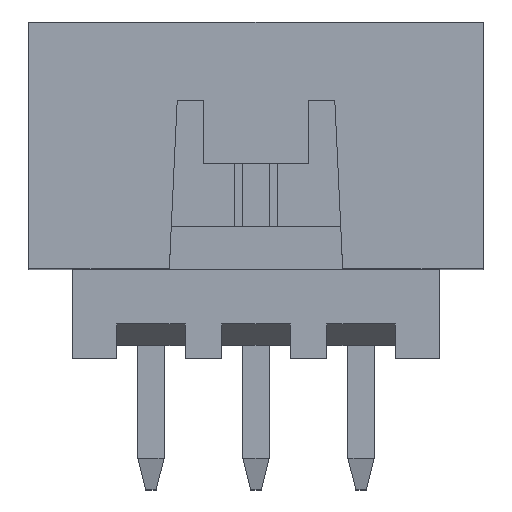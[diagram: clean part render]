
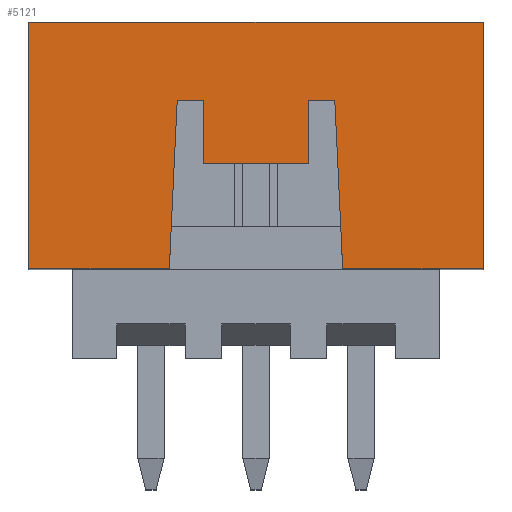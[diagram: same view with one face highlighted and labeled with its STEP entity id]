
A CAD part, top view. The second image highlights one B-rep face of the part: STEP entity #5121.
In plain terms, the highlighted planar face has unit normal (0, 0, 1).
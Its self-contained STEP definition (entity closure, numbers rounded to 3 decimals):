
#1617=DIRECTION('',(-1.,0.,0.));
#1618=VECTOR('',#1617,0.5);
#1619=CARTESIAN_POINT('',(-1.,1.7,3.15));
#1620=LINE('',#1619,#1618);
#1621=DIRECTION('',(-0.047,-0.999,0.));
#1622=VECTOR('',#1621,3.204);
#1623=CARTESIAN_POINT('',(-1.5,1.7,3.15));
#1624=LINE('',#1623,#1622);
#1625=DIRECTION('',(1.,0.,0.));
#1626=VECTOR('',#1625,2.675);
#1627=CARTESIAN_POINT('',(-4.325,-1.5,3.15));
#1628=LINE('',#1627,#1626);
#1629=DIRECTION('',(0.,-1.,0.));
#1630=VECTOR('',#1629,4.7);
#1631=CARTESIAN_POINT('',(-4.325,3.2,3.15));
#1632=LINE('',#1631,#1630);
#1633=DIRECTION('',(-1.,0.,0.));
#1634=VECTOR('',#1633,8.65);
#1635=CARTESIAN_POINT('',(4.325,3.2,3.15));
#1636=LINE('',#1635,#1634);
#1637=DIRECTION('',(0.,1.,0.));
#1638=VECTOR('',#1637,4.7);
#1639=CARTESIAN_POINT('',(4.325,-1.5,3.15));
#1640=LINE('',#1639,#1638);
#1641=DIRECTION('',(1.,0.,0.));
#1642=VECTOR('',#1641,2.675);
#1643=CARTESIAN_POINT('',(1.65,-1.5,3.15));
#1644=LINE('',#1643,#1642);
#1645=DIRECTION('',(-0.047,0.999,0.));
#1646=VECTOR('',#1645,3.204);
#1647=CARTESIAN_POINT('',(1.65,-1.5,3.15));
#1648=LINE('',#1647,#1646);
#1649=DIRECTION('',(-1.,0.,0.));
#1650=VECTOR('',#1649,0.5);
#1651=CARTESIAN_POINT('',(1.5,1.7,3.15));
#1652=LINE('',#1651,#1650);
#1653=DIRECTION('',(0.,-1.,0.));
#1654=VECTOR('',#1653,1.2);
#1655=CARTESIAN_POINT('',(1.,1.7,3.15));
#1656=LINE('',#1655,#1654);
#1657=DIRECTION('',(-1.,0.,0.));
#1658=VECTOR('',#1657,2.);
#1659=CARTESIAN_POINT('',(1.,0.5,3.15));
#1660=LINE('',#1659,#1658);
#1661=DIRECTION('',(0.,1.,0.));
#1662=VECTOR('',#1661,1.2);
#1663=CARTESIAN_POINT('',(-1.,0.5,3.15));
#1664=LINE('',#1663,#1662);
#2013=CARTESIAN_POINT('',(4.325,3.2,3.15));
#2014=CARTESIAN_POINT('',(-4.325,3.2,3.15));
#2015=VERTEX_POINT('',#2013);
#2016=VERTEX_POINT('',#2014);
#2037=CARTESIAN_POINT('',(-4.325,-1.5,3.15));
#2038=VERTEX_POINT('',#2037);
#2039=CARTESIAN_POINT('',(4.325,-1.5,3.15));
#2040=VERTEX_POINT('',#2039);
#2149=CARTESIAN_POINT('',(-1.,1.7,3.15));
#2150=CARTESIAN_POINT('',(-1.5,1.7,3.15));
#2151=VERTEX_POINT('',#2149);
#2152=VERTEX_POINT('',#2150);
#2153=CARTESIAN_POINT('',(-1.65,-1.5,3.15));
#2154=VERTEX_POINT('',#2153);
#2155=CARTESIAN_POINT('',(1.65,-1.5,3.15));
#2156=CARTESIAN_POINT('',(1.5,1.7,3.15));
#2157=VERTEX_POINT('',#2155);
#2158=VERTEX_POINT('',#2156);
#2159=CARTESIAN_POINT('',(1.,1.7,3.15));
#2160=VERTEX_POINT('',#2159);
#2173=CARTESIAN_POINT('',(1.,0.5,3.15));
#2174=VERTEX_POINT('',#2173);
#2175=CARTESIAN_POINT('',(-1.,0.5,3.15));
#2176=VERTEX_POINT('',#2175);
#5096=CARTESIAN_POINT('',(0.,0.,3.15));
#5097=DIRECTION('',(0.,0.,1.));
#5098=DIRECTION('',(1.,0.,0.));
#5099=AXIS2_PLACEMENT_3D('',#5096,#5097,#5098);
#5100=PLANE('',#5099);
#5102=ORIENTED_EDGE('',*,*,#5101,.T.);
#5103=ORIENTED_EDGE('',*,*,#5083,.T.);
#5104=ORIENTED_EDGE('',*,*,#5054,.F.);
#5105=ORIENTED_EDGE('',*,*,#2674,.F.);
#5106=ORIENTED_EDGE('',*,*,#2729,.F.);
#5107=ORIENTED_EDGE('',*,*,#2754,.F.);
#5108=ORIENTED_EDGE('',*,*,#5049,.F.);
#5110=ORIENTED_EDGE('',*,*,#5109,.T.);
#5112=ORIENTED_EDGE('',*,*,#5111,.T.);
#5114=ORIENTED_EDGE('',*,*,#5113,.T.);
#5116=ORIENTED_EDGE('',*,*,#5115,.T.);
#5118=ORIENTED_EDGE('',*,*,#5117,.T.);
#5119=EDGE_LOOP('',(#5102,#5103,#5104,#5105,#5106,#5107,#5108,#5110,#5112,#5114,
#5116,#5118));
#5120=FACE_OUTER_BOUND('',#5119,.F.);
#5121=ADVANCED_FACE('',(#5120),#5100,.T.);
#2674=EDGE_CURVE('',#2016,#2038,#1632,.T.);
#2729=EDGE_CURVE('',#2015,#2016,#1636,.T.);
#2754=EDGE_CURVE('',#2040,#2015,#1640,.T.);
#5049=EDGE_CURVE('',#2157,#2040,#1644,.T.);
#5054=EDGE_CURVE('',#2038,#2154,#1628,.T.);
#5083=EDGE_CURVE('',#2152,#2154,#1624,.T.);
#5101=EDGE_CURVE('',#2151,#2152,#1620,.T.);
#5109=EDGE_CURVE('',#2157,#2158,#1648,.T.);
#5111=EDGE_CURVE('',#2158,#2160,#1652,.T.);
#5113=EDGE_CURVE('',#2160,#2174,#1656,.T.);
#5115=EDGE_CURVE('',#2174,#2176,#1660,.T.);
#5117=EDGE_CURVE('',#2176,#2151,#1664,.T.);
